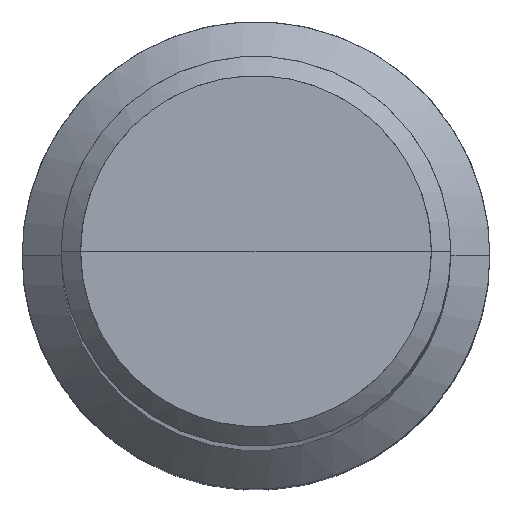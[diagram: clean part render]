
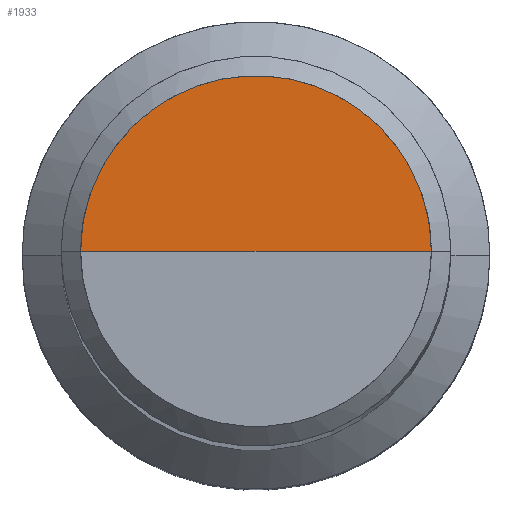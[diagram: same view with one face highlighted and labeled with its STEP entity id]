
A CAD part, top view. The second image highlights one B-rep face of the part: STEP entity #1933.
In plain terms, the highlighted free-form (B-spline) face has degree [1, 2] with [2, 5] control points.
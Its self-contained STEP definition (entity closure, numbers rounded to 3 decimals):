
#1117=CARTESIAN_POINT('',(-4.5,0.,64.268));
#1121=CARTESIAN_POINT('',(4.5,0.,64.268));
#1122=CARTESIAN_POINT('',(0.,0.,64.268));
#1126=CARTESIAN_POINT('',(4.5,4.5,64.268));
#1127=CARTESIAN_POINT('',(0.,4.5,64.268));
#1128=CARTESIAN_POINT('',(-4.5,4.5,64.268));
#1918=(
BOUNDED_SURFACE()
B_SPLINE_SURFACE(1,2,(
(#1121,#1126,#1127,#1128,#1117),
(#1122,#1122,#1122,#1122,#1122)
), .UNSPECIFIED.,.F.,.F.,.F.)
B_SPLINE_SURFACE_WITH_KNOTS((2,2),(3,2,3),(
0.,1.),(
0.,0.5,1.), .UNSPECIFIED.)
GEOMETRIC_REPRESENTATION_ITEM()
RATIONAL_B_SPLINE_SURFACE(((1.,0.707,1.,0.707,1.),
(1.,0.707,1.,0.707,1.)
))
REPRESENTATION_ITEM('')
SURFACE()
);
#1919=(
BOUNDED_CURVE()
B_SPLINE_CURVE(2,(#1117,#1128,#1127,#1126,#1121),.UNSPECIFIED.,.F.,.F.)
B_SPLINE_CURVE_WITH_KNOTS((3,2,3),
(0.,0.5,1.),.UNSPECIFIED.)
CURVE()
GEOMETRIC_REPRESENTATION_ITEM()
RATIONAL_B_SPLINE_CURVE((1.,0.707,1.,0.707,1.))
REPRESENTATION_ITEM('')
);
#1920=(
BOUNDED_CURVE()
B_SPLINE_CURVE(1,(#1121,#1122),.UNSPECIFIED.,.F.,.F.)
B_SPLINE_CURVE_WITH_KNOTS((2,2),
(0.,1.),.UNSPECIFIED.)
CURVE()
GEOMETRIC_REPRESENTATION_ITEM()
RATIONAL_B_SPLINE_CURVE((1.,1.))
REPRESENTATION_ITEM('')
);
#1921=(
BOUNDED_CURVE()
B_SPLINE_CURVE(1,(#1122,#1117),.UNSPECIFIED.,.F.,.F.)
B_SPLINE_CURVE_WITH_KNOTS((2,2),
(0.,1.),.UNSPECIFIED.)
CURVE()
GEOMETRIC_REPRESENTATION_ITEM()
RATIONAL_B_SPLINE_CURVE((1.,1.))
REPRESENTATION_ITEM('')
);
#1922=VERTEX_POINT('',#1117);
#1923=VERTEX_POINT('',#1121);
#1924=VERTEX_POINT('',#1122);
#1925=EDGE_CURVE('',#1922,#1923,#1919,.T.);
#1926=EDGE_CURVE('',#1923,#1924,#1920,.T.);
#1927=EDGE_CURVE('',#1924,#1922,#1921,.T.);
#1928=ORIENTED_EDGE('',*,*,#1925,.T.);
#1929=ORIENTED_EDGE('',*,*,#1926,.T.);
#1930=ORIENTED_EDGE('',*,*,#1927,.T.);
#1931=EDGE_LOOP('',(#1928,#1929,#1930));
#1932=FACE_OUTER_BOUND('',#1931,.T.);
#1933=ADVANCED_FACE('',(#1932),#1918,.T.);
